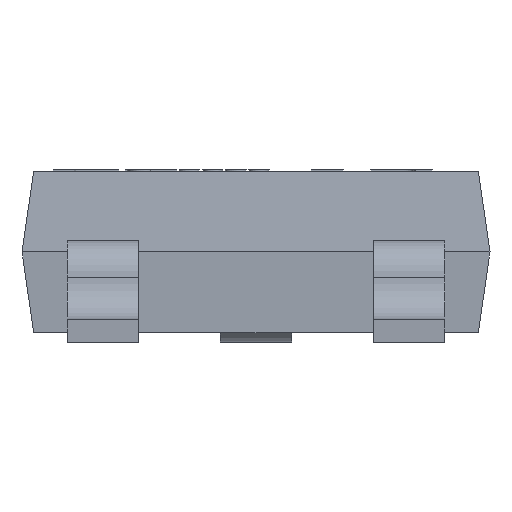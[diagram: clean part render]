
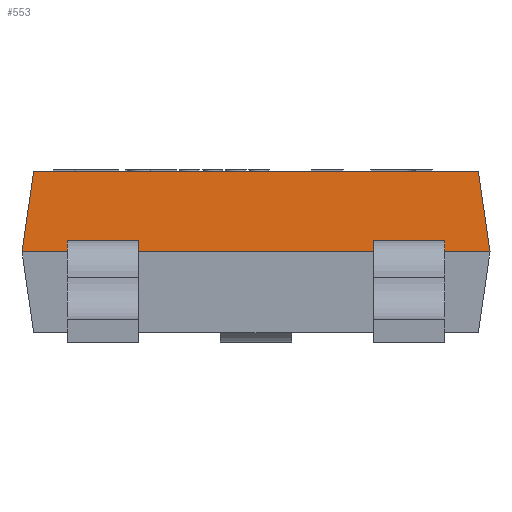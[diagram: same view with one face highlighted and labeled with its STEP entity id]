
A CAD part, left-side view. The second image highlights one B-rep face of the part: STEP entity #553.
In plain terms, the highlighted free-form (B-spline) face has degree [1, 1] with [2, 2] control points.
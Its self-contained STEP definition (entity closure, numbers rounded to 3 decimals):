
#127 = VERTEX_POINT('',#128);
#128 = CARTESIAN_POINT('',(-0.65,-1.45,0.56));
#151 = VERTEX_POINT('',#152);
#152 = CARTESIAN_POINT('',(-0.65,1.45,0.56));
#157 = EDGE_CURVE('',#158,#151,#160,.T.);
#158 = VERTEX_POINT('',#159);
#159 = CARTESIAN_POINT('',(-0.65,1.17,0.56));
#160 = LINE('',#161,#162);
#161 = CARTESIAN_POINT('',(-0.65,-1.45,0.56));
#162 = VECTOR('',#163,1.);
#163 = DIRECTION('',(0.,1.,0.));
#183 = VERTEX_POINT('',#184);
#184 = CARTESIAN_POINT('',(-0.65,0.73,0.56));
#192 = EDGE_CURVE('',#193,#183,#195,.T.);
#193 = VERTEX_POINT('',#194);
#194 = CARTESIAN_POINT('',(-0.65,-0.73,0.56));
#195 = LINE('',#196,#197);
#196 = CARTESIAN_POINT('',(-0.65,-1.45,0.56));
#197 = VECTOR('',#198,1.);
#198 = DIRECTION('',(0.,1.,0.));
#218 = VERTEX_POINT('',#219);
#219 = CARTESIAN_POINT('',(-0.65,-1.17,0.56));
#227 = EDGE_CURVE('',#127,#218,#228,.T.);
#228 = LINE('',#229,#230);
#229 = CARTESIAN_POINT('',(-0.65,-1.45,0.56));
#230 = VECTOR('',#231,1.);
#231 = DIRECTION('',(0.,1.,0.));
#535 = VERTEX_POINT('',#536);
#536 = CARTESIAN_POINT('',(-0.618,-1.378,1.06));
#542 = EDGE_CURVE('',#535,#127,#543,.T.);
#543 = B_SPLINE_CURVE_WITH_KNOTS('',1,(#544,#545),.UNSPECIFIED.,.F.,.F.,
  (2,2),(0.,1.),.PIECEWISE_BEZIER_KNOTS.);
#544 = CARTESIAN_POINT('',(-0.618,-1.378,1.06));
#545 = CARTESIAN_POINT('',(-0.65,-1.45,0.56));
#553 = ADVANCED_FACE('',(#554),#627,.T.);
#554 = FACE_BOUND('',#555,.T.);
#555 = EDGE_LOOP('',(#556,#557,#565,#570,#571,#583,#590,#598,#599,#609,
    #616,#626));
#556 = ORIENTED_EDGE('',*,*,#542,.F.);
#557 = ORIENTED_EDGE('',*,*,#558,.T.);
#558 = EDGE_CURVE('',#535,#559,#561,.T.);
#559 = VERTEX_POINT('',#560);
#560 = CARTESIAN_POINT('',(-0.618,1.378,1.06));
#561 = LINE('',#562,#563);
#562 = CARTESIAN_POINT('',(-0.618,-1.378,1.06));
#563 = VECTOR('',#564,1.);
#564 = DIRECTION('',(0.,1.,-0.));
#565 = ORIENTED_EDGE('',*,*,#566,.T.);
#566 = EDGE_CURVE('',#559,#151,#567,.T.);
#567 = B_SPLINE_CURVE_WITH_KNOTS('',1,(#568,#569),.UNSPECIFIED.,.F.,.F.,
  (2,2),(0.,1.),.PIECEWISE_BEZIER_KNOTS.);
#568 = CARTESIAN_POINT('',(-0.618,1.378,1.06));
#569 = CARTESIAN_POINT('',(-0.65,1.45,0.56));
#570 = ORIENTED_EDGE('',*,*,#157,.F.);
#571 = ORIENTED_EDGE('',*,*,#572,.F.);
#572 = EDGE_CURVE('',#573,#158,#575,.T.);
#573 = VERTEX_POINT('',#574);
#574 = CARTESIAN_POINT('',(-0.645,1.17,0.63));
#575 = B_SPLINE_CURVE_WITH_KNOTS('',6,(#576,#577,#578,#579,#580,#581,
    #582),.UNSPECIFIED.,.F.,.F.,(7,7),(0.,1.),.PIECEWISE_BEZIER_KNOTS.);
#576 = CARTESIAN_POINT('',(-0.645,1.17,0.63));
#577 = CARTESIAN_POINT('',(-0.646,1.17,0.615));
#578 = CARTESIAN_POINT('',(-0.647,1.17,0.607));
#579 = CARTESIAN_POINT('',(-0.648,1.17,0.596));
#580 = CARTESIAN_POINT('',(-0.649,1.17,0.578));
#581 = CARTESIAN_POINT('',(-0.65,1.17,0.561));
#582 = CARTESIAN_POINT('',(-0.65,1.17,0.56));
#583 = ORIENTED_EDGE('',*,*,#584,.T.);
#584 = EDGE_CURVE('',#573,#585,#587,.T.);
#585 = VERTEX_POINT('',#586);
#586 = CARTESIAN_POINT('',(-0.645,0.73,0.63));
#587 = B_SPLINE_CURVE_WITH_KNOTS('',1,(#588,#589),.UNSPECIFIED.,.F.,.F.,
  (2,2),(0.,1.),.PIECEWISE_BEZIER_KNOTS.);
#588 = CARTESIAN_POINT('',(-0.645,1.17,0.63));
#589 = CARTESIAN_POINT('',(-0.645,0.73,0.63));
#590 = ORIENTED_EDGE('',*,*,#591,.T.);
#591 = EDGE_CURVE('',#585,#183,#592,.T.);
#592 = B_SPLINE_CURVE_WITH_KNOTS('',4,(#593,#594,#595,#596,#597),
  .UNSPECIFIED.,.F.,.F.,(5,5),(0.,1.),.PIECEWISE_BEZIER_KNOTS.);
#593 = CARTESIAN_POINT('',(-0.645,0.73,0.63));
#594 = CARTESIAN_POINT('',(-0.647,0.73,0.612));
#595 = CARTESIAN_POINT('',(-0.648,0.73,0.595));
#596 = CARTESIAN_POINT('',(-0.649,0.73,0.577));
#597 = CARTESIAN_POINT('',(-0.65,0.73,0.56));
#598 = ORIENTED_EDGE('',*,*,#192,.F.);
#599 = ORIENTED_EDGE('',*,*,#600,.F.);
#600 = EDGE_CURVE('',#601,#193,#603,.T.);
#601 = VERTEX_POINT('',#602);
#602 = CARTESIAN_POINT('',(-0.645,-0.73,0.63));
#603 = B_SPLINE_CURVE_WITH_KNOTS('',4,(#604,#605,#606,#607,#608),
  .UNSPECIFIED.,.F.,.F.,(5,5),(0.,1.),.PIECEWISE_BEZIER_KNOTS.);
#604 = CARTESIAN_POINT('',(-0.645,-0.73,0.63));
#605 = CARTESIAN_POINT('',(-0.647,-0.73,0.612));
#606 = CARTESIAN_POINT('',(-0.648,-0.73,0.595));
#607 = CARTESIAN_POINT('',(-0.649,-0.73,0.577));
#608 = CARTESIAN_POINT('',(-0.65,-0.73,0.56));
#609 = ORIENTED_EDGE('',*,*,#610,.T.);
#610 = EDGE_CURVE('',#601,#611,#613,.T.);
#611 = VERTEX_POINT('',#612);
#612 = CARTESIAN_POINT('',(-0.645,-1.17,0.63));
#613 = B_SPLINE_CURVE_WITH_KNOTS('',1,(#614,#615),.UNSPECIFIED.,.F.,.F.,
  (2,2),(0.,1.),.PIECEWISE_BEZIER_KNOTS.);
#614 = CARTESIAN_POINT('',(-0.645,-0.73,0.63));
#615 = CARTESIAN_POINT('',(-0.645,-1.17,0.63));
#616 = ORIENTED_EDGE('',*,*,#617,.T.);
#617 = EDGE_CURVE('',#611,#218,#618,.T.);
#618 = B_SPLINE_CURVE_WITH_KNOTS('',6,(#619,#620,#621,#622,#623,#624,
    #625),.UNSPECIFIED.,.F.,.F.,(7,7),(0.,1.),.PIECEWISE_BEZIER_KNOTS.);
#619 = CARTESIAN_POINT('',(-0.645,-1.17,0.63));
#620 = CARTESIAN_POINT('',(-0.646,-1.17,0.615));
#621 = CARTESIAN_POINT('',(-0.647,-1.17,0.607));
#622 = CARTESIAN_POINT('',(-0.648,-1.17,0.596));
#623 = CARTESIAN_POINT('',(-0.649,-1.17,0.578));
#624 = CARTESIAN_POINT('',(-0.65,-1.17,0.561));
#625 = CARTESIAN_POINT('',(-0.65,-1.17,0.56));
#626 = ORIENTED_EDGE('',*,*,#227,.F.);
#627 = B_SPLINE_SURFACE_WITH_KNOTS('',1,1,(
    (#628,#629)
    ,(#630,#631
  )),.UNSPECIFIED.,.F.,.F.,.F.,(2,2),(2,2),(0.,2.9),(0.,1.),
  .PIECEWISE_BEZIER_KNOTS.);
#628 = CARTESIAN_POINT('',(-0.618,-1.378,1.06));
#629 = CARTESIAN_POINT('',(-0.65,-1.45,0.56));
#630 = CARTESIAN_POINT('',(-0.618,1.378,1.06));
#631 = CARTESIAN_POINT('',(-0.65,1.45,0.56));
